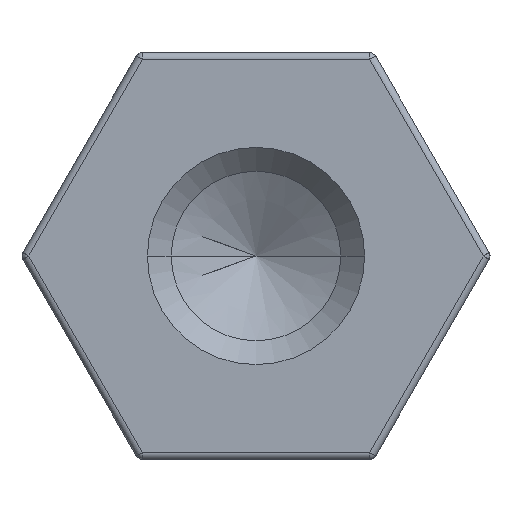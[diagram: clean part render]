
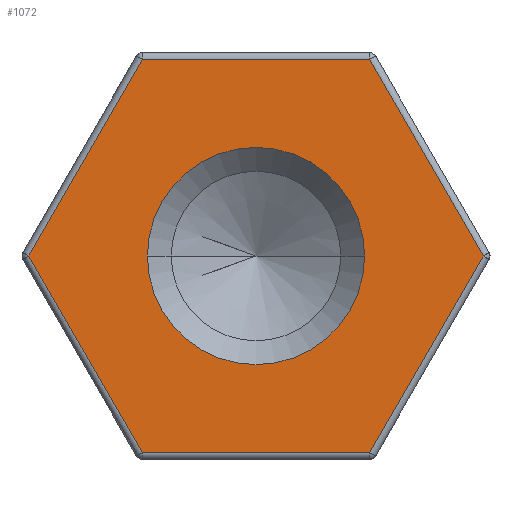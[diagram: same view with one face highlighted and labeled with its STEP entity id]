
A CAD part, left-side view. The second image highlights one B-rep face of the part: STEP entity #1072.
In plain terms, the highlighted planar face has unit normal (-1, 0, 0).
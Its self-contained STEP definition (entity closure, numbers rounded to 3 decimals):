
#30 = DIRECTION ( 'NONE',  ( 0., 1., 0. ) ) ;
#33 = CARTESIAN_POINT ( 'NONE',  ( 0., 2.511, -1.45 ) ) ;
#34 = DIRECTION ( 'NONE',  ( 1., 0., 0. ) ) ;
#39 = CARTESIAN_POINT ( 'NONE',  ( 0., 0., 0. ) ) ;
#41 = EDGE_CURVE ( 'NONE', #886, #580, #332, .T. ) ;
#47 = CARTESIAN_POINT ( 'NONE',  ( 0., 1.674, -2.9 ) ) ;
#54 = VECTOR ( 'NONE', #1437, 1000. ) ;
#62 = CARTESIAN_POINT ( 'NONE',  ( 0., -1.6, 0. ) ) ;
#69 = CARTESIAN_POINT ( 'NONE',  ( 0., -2.511, -1.45 ) ) ;
#86 = DIRECTION ( 'NONE',  ( 0., 1., 0. ) ) ;
#104 = CARTESIAN_POINT ( 'NONE',  ( 0., -1.674, 2.9 ) ) ;
#133 = EDGE_CURVE ( 'NONE', #666, #750, #316, .T. ) ;
#137 = DIRECTION ( 'NONE',  ( 0., 0.5, -0.866 ) ) ;
#147 = LINE ( 'NONE', #307, #160 ) ;
#160 = VECTOR ( 'NONE', #137, 1000. ) ;
#179 = CARTESIAN_POINT ( 'NONE',  ( 0., 3.349, 0. ) ) ;
#200 = DIRECTION ( 'NONE',  ( 0., -0.5, -0.866 ) ) ;
#212 = VECTOR ( 'NONE', #200, 1000. ) ;
#214 = LINE ( 'NONE', #33, #212 ) ;
#227 = CIRCLE ( 'NONE', #1404, 1.6 ) ;
#272 = CARTESIAN_POINT ( 'NONE',  ( 0., -1.674, -2.9 ) ) ;
#305 = VECTOR ( 'NONE', #1113, 1000. ) ;
#307 = CARTESIAN_POINT ( 'NONE',  ( 0., 2.511, 1.45 ) ) ;
#316 = LINE ( 'NONE', #1062, #305 ) ;
#332 = CIRCLE ( 'NONE', #579, 1.6 ) ;
#343 = CARTESIAN_POINT ( 'NONE',  ( 0., -3.349, 0. ) ) ;
#366 = ORIENTED_EDGE ( 'NONE', *, *, #922, .T. ) ;
#386 = VERTEX_POINT ( 'NONE', #1069 ) ;
#399 = CARTESIAN_POINT ( 'NONE',  ( 0., 1.6, 0. ) ) ;
#489 = VERTEX_POINT ( 'NONE', #272 ) ;
#534 = ORIENTED_EDGE ( 'NONE', *, *, #1407, .T. ) ;
#579 = AXIS2_PLACEMENT_3D ( 'NONE', #1024, #1026, #1057 ) ;
#580 = VERTEX_POINT ( 'NONE', #62 ) ;
#584 = ORIENTED_EDGE ( 'NONE', *, *, #989, .T. ) ;
#585 = LINE ( 'NONE', #1300, #1168 ) ;
#599 = CARTESIAN_POINT ( 'NONE',  ( 0., 0., -2.9 ) ) ;
#624 = EDGE_CURVE ( 'NONE', #580, #886, #227, .T. ) ;
#635 = AXIS2_PLACEMENT_3D ( 'NONE', #1187, #924, #30 ) ;
#641 = ORIENTED_EDGE ( 'NONE', *, *, #624, .T. ) ;
#666 = VERTEX_POINT ( 'NONE', #343 ) ;
#679 = VERTEX_POINT ( 'NONE', #47 ) ;
#726 = EDGE_CURVE ( 'NONE', #823, #679, #214, .T. ) ;
#729 = ORIENTED_EDGE ( 'NONE', *, *, #133, .T. ) ;
#750 = VERTEX_POINT ( 'NONE', #104 ) ;
#767 = ORIENTED_EDGE ( 'NONE', *, *, #726, .T. ) ;
#802 = ORIENTED_EDGE ( 'NONE', *, *, #41, .T. ) ;
#823 = VERTEX_POINT ( 'NONE', #179 ) ;
#824 = FACE_OUTER_BOUND ( 'NONE', #876, .T. ) ;
#827 = EDGE_CURVE ( 'NONE', #386, #823, #147, .T. ) ;
#854 = EDGE_LOOP ( 'NONE', ( #802, #641 ) ) ;
#876 = EDGE_LOOP ( 'NONE', ( #729, #534, #919, #767, #584, #366 ) ) ;
#886 = VERTEX_POINT ( 'NONE', #399 ) ;
#919 = ORIENTED_EDGE ( 'NONE', *, *, #827, .T. ) ;
#922 = EDGE_CURVE ( 'NONE', #489, #666, #1205, .T. ) ;
#924 = DIRECTION ( 'NONE',  ( 1., 0., 0. ) ) ;
#989 = EDGE_CURVE ( 'NONE', #679, #489, #1394, .T. ) ;
#1024 = CARTESIAN_POINT ( 'NONE',  ( 0., 0., 0. ) ) ;
#1026 = DIRECTION ( 'NONE',  ( 1., 0., 0. ) ) ;
#1057 = DIRECTION ( 'NONE',  ( 0., 1., 0. ) ) ;
#1062 = CARTESIAN_POINT ( 'NONE',  ( 0., -2.511, 1.45 ) ) ;
#1069 = CARTESIAN_POINT ( 'NONE',  ( 0., 1.674, 2.9 ) ) ;
#1072 = ADVANCED_FACE ( 'NONE', ( #824, #1107 ), #1386, .F. ) ;
#1107 = FACE_BOUND ( 'NONE', #854, .T. ) ;
#1113 = DIRECTION ( 'NONE',  ( 0., 0.5, 0.866 ) ) ;
#1168 = VECTOR ( 'NONE', #1369, 1000. ) ;
#1187 = CARTESIAN_POINT ( 'NONE',  ( 0., 0., 0. ) ) ;
#1205 = LINE ( 'NONE', #69, #54 ) ;
#1225 = VECTOR ( 'NONE', #1303, 1000. ) ;
#1300 = CARTESIAN_POINT ( 'NONE',  ( 0., 0., 2.9 ) ) ;
#1303 = DIRECTION ( 'NONE',  ( 0., -1., 0. ) ) ;
#1369 = DIRECTION ( 'NONE',  ( 0., 1., 0. ) ) ;
#1386 = PLANE ( 'NONE',  #635 ) ;
#1394 = LINE ( 'NONE', #599, #1225 ) ;
#1404 = AXIS2_PLACEMENT_3D ( 'NONE', #39, #34, #86 ) ;
#1407 = EDGE_CURVE ( 'NONE', #750, #386, #585, .T. ) ;
#1437 = DIRECTION ( 'NONE',  ( 0., -0.5, 0.866 ) ) ;
